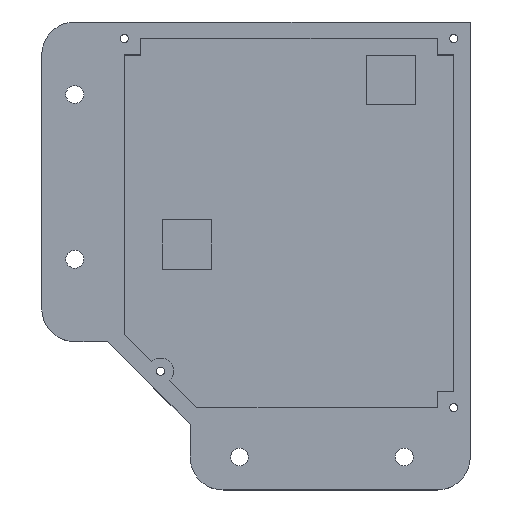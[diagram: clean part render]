
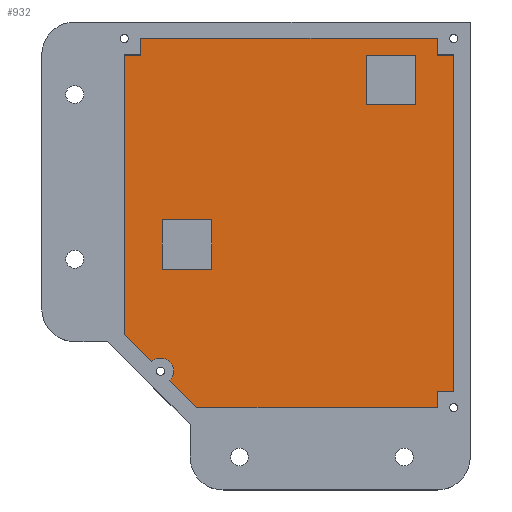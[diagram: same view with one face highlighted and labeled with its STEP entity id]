
A CAD part, top view. The second image highlights one B-rep face of the part: STEP entity #932.
In plain terms, the highlighted planar face has unit normal (0, 0, 1).
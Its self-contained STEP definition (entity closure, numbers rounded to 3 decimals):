
#28=FACE_BOUND('',#155,.T.);
#29=FACE_BOUND('',#156,.T.);
#44=PLANE('',#1020);
#92=FACE_OUTER_BOUND('',#154,.T.);
#154=EDGE_LOOP('',(#761,#762,#763,#764,#765,#766,#767,#768,#769,#770,#771,
#772,#773));
#155=EDGE_LOOP('',(#774,#775,#776,#777));
#156=EDGE_LOOP('',(#778,#779,#780,#781));
#232=LINE('',#1449,#336);
#235=LINE('',#1454,#339);
#237=LINE('',#1458,#341);
#239=LINE('',#1462,#343);
#240=LINE('',#1464,#344);
#241=LINE('',#1466,#345);
#242=LINE('',#1468,#346);
#243=LINE('',#1470,#347);
#244=LINE('',#1472,#348);
#245=LINE('',#1474,#349);
#246=LINE('',#1476,#350);
#247=LINE('',#1479,#351);
#248=LINE('',#1482,#352);
#249=LINE('',#1484,#353);
#250=LINE('',#1486,#354);
#251=LINE('',#1487,#355);
#252=LINE('',#1490,#356);
#253=LINE('',#1492,#357);
#254=LINE('',#1494,#358);
#255=LINE('',#1495,#359);
#336=VECTOR('',#1185,10.);
#339=VECTOR('',#1190,10.);
#341=VECTOR('',#1194,10.);
#343=VECTOR('',#1198,10.);
#344=VECTOR('',#1199,10.);
#345=VECTOR('',#1200,10.);
#346=VECTOR('',#1201,10.);
#347=VECTOR('',#1202,10.);
#348=VECTOR('',#1203,10.);
#349=VECTOR('',#1204,10.);
#350=VECTOR('',#1205,10.);
#351=VECTOR('',#1208,10.);
#352=VECTOR('',#1209,10.);
#353=VECTOR('',#1210,10.);
#354=VECTOR('',#1211,10.);
#355=VECTOR('',#1212,10.);
#356=VECTOR('',#1213,10.);
#357=VECTOR('',#1214,10.);
#358=VECTOR('',#1215,10.);
#359=VECTOR('',#1216,10.);
#420=CIRCLE('',#1021,4.);
#473=VERTEX_POINT('',#1447);
#474=VERTEX_POINT('',#1448);
#475=VERTEX_POINT('',#1453);
#476=VERTEX_POINT('',#1457);
#477=VERTEX_POINT('',#1461);
#478=VERTEX_POINT('',#1463);
#479=VERTEX_POINT('',#1465);
#480=VERTEX_POINT('',#1467);
#481=VERTEX_POINT('',#1469);
#482=VERTEX_POINT('',#1471);
#483=VERTEX_POINT('',#1473);
#484=VERTEX_POINT('',#1475);
#485=VERTEX_POINT('',#1477);
#486=VERTEX_POINT('',#1480);
#487=VERTEX_POINT('',#1481);
#488=VERTEX_POINT('',#1483);
#489=VERTEX_POINT('',#1485);
#490=VERTEX_POINT('',#1488);
#491=VERTEX_POINT('',#1489);
#492=VERTEX_POINT('',#1491);
#493=VERTEX_POINT('',#1493);
#577=EDGE_CURVE('',#473,#474,#232,.T.);
#580=EDGE_CURVE('',#474,#475,#235,.T.);
#582=EDGE_CURVE('',#476,#473,#237,.T.);
#584=EDGE_CURVE('',#475,#477,#239,.T.);
#585=EDGE_CURVE('',#477,#478,#240,.T.);
#586=EDGE_CURVE('',#478,#479,#241,.T.);
#587=EDGE_CURVE('',#479,#480,#242,.T.);
#588=EDGE_CURVE('',#480,#481,#243,.T.);
#589=EDGE_CURVE('',#481,#482,#244,.T.);
#590=EDGE_CURVE('',#482,#483,#245,.T.);
#591=EDGE_CURVE('',#483,#484,#246,.T.);
#592=EDGE_CURVE('',#484,#485,#420,.T.);
#593=EDGE_CURVE('',#485,#476,#247,.T.);
#594=EDGE_CURVE('',#486,#487,#248,.T.);
#595=EDGE_CURVE('',#487,#488,#249,.T.);
#596=EDGE_CURVE('',#488,#489,#250,.T.);
#597=EDGE_CURVE('',#489,#486,#251,.T.);
#598=EDGE_CURVE('',#490,#491,#252,.T.);
#599=EDGE_CURVE('',#491,#492,#253,.T.);
#600=EDGE_CURVE('',#492,#493,#254,.T.);
#601=EDGE_CURVE('',#493,#490,#255,.T.);
#761=ORIENTED_EDGE('',*,*,#577,.T.);
#762=ORIENTED_EDGE('',*,*,#580,.T.);
#763=ORIENTED_EDGE('',*,*,#584,.T.);
#764=ORIENTED_EDGE('',*,*,#585,.T.);
#765=ORIENTED_EDGE('',*,*,#586,.T.);
#766=ORIENTED_EDGE('',*,*,#587,.T.);
#767=ORIENTED_EDGE('',*,*,#588,.T.);
#768=ORIENTED_EDGE('',*,*,#589,.T.);
#769=ORIENTED_EDGE('',*,*,#590,.T.);
#770=ORIENTED_EDGE('',*,*,#591,.T.);
#771=ORIENTED_EDGE('',*,*,#592,.T.);
#772=ORIENTED_EDGE('',*,*,#593,.T.);
#773=ORIENTED_EDGE('',*,*,#582,.T.);
#774=ORIENTED_EDGE('',*,*,#594,.T.);
#775=ORIENTED_EDGE('',*,*,#595,.T.);
#776=ORIENTED_EDGE('',*,*,#596,.T.);
#777=ORIENTED_EDGE('',*,*,#597,.T.);
#778=ORIENTED_EDGE('',*,*,#598,.T.);
#779=ORIENTED_EDGE('',*,*,#599,.T.);
#780=ORIENTED_EDGE('',*,*,#600,.T.);
#781=ORIENTED_EDGE('',*,*,#601,.T.);
#932=ADVANCED_FACE('',(#92,#28,#29),#44,.T.);
#1020=AXIS2_PLACEMENT_3D('',#1460,#1196,#1197);
#1021=AXIS2_PLACEMENT_3D('',#1478,#1206,#1207);
#1185=DIRECTION('',(0.,1.,0.));
#1190=DIRECTION('',(1.,0.,0.));
#1194=DIRECTION('',(1.,0.,0.));
#1196=DIRECTION('center_axis',(0.,0.,1.));
#1197=DIRECTION('ref_axis',(1.,0.,0.));
#1198=DIRECTION('',(0.,1.,0.));
#1199=DIRECTION('',(-1.,0.,0.));
#1200=DIRECTION('',(0.,1.,0.));
#1201=DIRECTION('',(-1.,0.,0.));
#1202=DIRECTION('',(0.,-1.,0.));
#1203=DIRECTION('',(-1.,0.,0.));
#1204=DIRECTION('',(0.,-1.,0.));
#1205=DIRECTION('',(0.707,-0.707,0.));
#1206=DIRECTION('center_axis',(0.,0.,-1.));
#1207=DIRECTION('ref_axis',(-1.,0.,0.));
#1208=DIRECTION('',(0.707,-0.707,0.));
#1209=DIRECTION('',(-1.,0.,0.));
#1210=DIRECTION('',(0.,1.,0.));
#1211=DIRECTION('',(1.,0.,0.));
#1212=DIRECTION('',(0.,-1.,0.));
#1213=DIRECTION('',(1.,0.,0.));
#1214=DIRECTION('',(0.,-1.,0.));
#1215=DIRECTION('',(-1.,0.,0.));
#1216=DIRECTION('',(0.,1.,0.));
#1447=CARTESIAN_POINT('',(100.,5.,5.));
#1448=CARTESIAN_POINT('',(100.,10.,5.));
#1449=CARTESIAN_POINT('',(100.,35.5,5.));
#1453=CARTESIAN_POINT('',(105.,10.,5.));
#1454=CARTESIAN_POINT('',(80.,10.,5.));
#1457=CARTESIAN_POINT('',(27.071,5.,5.));
#1458=CARTESIAN_POINT('',(80.,5.,5.));
#1460=CARTESIAN_POINT('Origin',(55.,61.,5.));
#1461=CARTESIAN_POINT('',(105.,112.,5.));
#1462=CARTESIAN_POINT('',(105.,89.,5.));
#1463=CARTESIAN_POINT('',(100.,112.,5.));
#1464=CARTESIAN_POINT('',(77.5,112.,5.));
#1465=CARTESIAN_POINT('',(100.,117.,5.));
#1466=CARTESIAN_POINT('',(100.,89.,5.));
#1467=CARTESIAN_POINT('',(10.,117.,5.));
#1468=CARTESIAN_POINT('',(30.,117.,5.));
#1469=CARTESIAN_POINT('',(10.,112.,5.));
#1470=CARTESIAN_POINT('',(10.,86.5,5.));
#1471=CARTESIAN_POINT('',(5.,112.,5.));
#1472=CARTESIAN_POINT('',(30.,112.,5.));
#1473=CARTESIAN_POINT('',(5.,27.071,5.));
#1474=CARTESIAN_POINT('',(5.,44.036,5.));
#1475=CARTESIAN_POINT('',(13.207,18.864,5.));
#1476=CARTESIAN_POINT('',(20.053,12.018,5.));
#1477=CARTESIAN_POINT('',(18.864,13.207,5.));
#1478=CARTESIAN_POINT('Origin',(16.036,16.036,5.));
#1479=CARTESIAN_POINT('',(20.053,12.018,5.));
#1480=CARTESIAN_POINT('',(93.5,97.,5.));
#1481=CARTESIAN_POINT('',(78.5,97.,5.));
#1482=CARTESIAN_POINT('',(66.75,97.,5.));
#1483=CARTESIAN_POINT('',(78.5,112.,5.));
#1484=CARTESIAN_POINT('',(78.5,86.5,5.));
#1485=CARTESIAN_POINT('',(93.5,112.,5.));
#1486=CARTESIAN_POINT('',(74.25,112.,5.));
#1487=CARTESIAN_POINT('',(93.5,79.,5.));
#1488=CARTESIAN_POINT('',(16.5,62.,5.));
#1489=CARTESIAN_POINT('',(31.5,62.,5.));
#1490=CARTESIAN_POINT('',(43.25,62.,5.));
#1491=CARTESIAN_POINT('',(31.5,47.,5.));
#1492=CARTESIAN_POINT('',(31.5,54.,5.));
#1493=CARTESIAN_POINT('',(16.5,47.,5.));
#1494=CARTESIAN_POINT('',(35.75,47.,5.));
#1495=CARTESIAN_POINT('',(16.5,61.5,5.));
